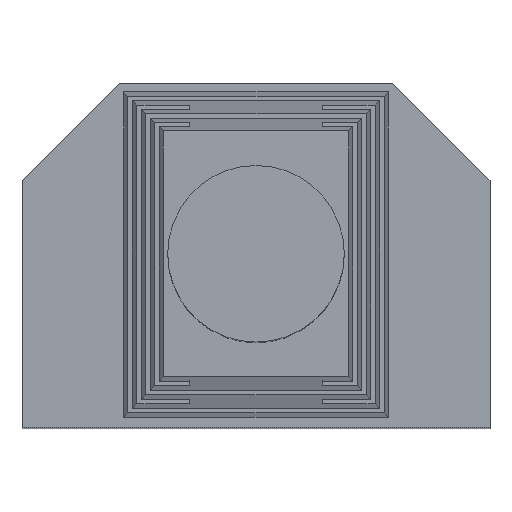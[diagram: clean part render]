
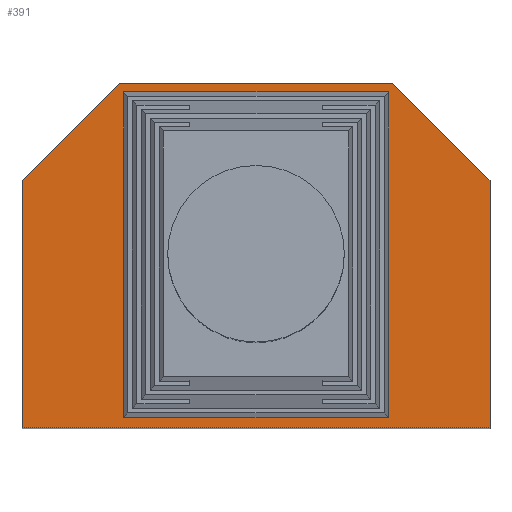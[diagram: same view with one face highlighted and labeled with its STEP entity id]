
A CAD part, top view. The second image highlights one B-rep face of the part: STEP entity #391.
In plain terms, the highlighted planar face has unit normal (0, 0, 1).
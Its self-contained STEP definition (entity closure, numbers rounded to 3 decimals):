
#23 = LINE ( 'NONE', #1819, #2120 ) ;
#84 = DIRECTION ( 'NONE',  ( 1., 0., 0. ) ) ;
#141 = DIRECTION ( 'NONE',  ( -0.707, 0.707, 0. ) ) ;
#171 = VERTEX_POINT ( 'NONE', #534 ) ;
#194 = CARTESIAN_POINT ( 'NONE',  ( 6.4, 4.6, 24.5 ) ) ;
#207 = EDGE_LOOP ( 'NONE', ( #2240, #654, #2489, #1316 ) ) ;
#233 = AXIS2_PLACEMENT_3D ( 'NONE', #1379, #2924, #84 ) ;
#239 = CARTESIAN_POINT ( 'NONE',  ( 0.3, 4.8, 24.5 ) ) ;
#254 = CARTESIAN_POINT ( 'NONE',  ( -1.9, 2.6, 24.5 ) ) ;
#332 = EDGE_CURVE ( 'NONE', #481, #2283, #2357, .T. ) ;
#391 = ADVANCED_FACE ( 'NONE', ( #479, #1541 ), #2588, .T. ) ;
#475 = EDGE_CURVE ( 'NONE', #2287, #3091, #2016, .T. ) ;
#479 = FACE_OUTER_BOUND ( 'NONE', #930, .T. ) ;
#481 = VERTEX_POINT ( 'NONE', #254 ) ;
#482 = CARTESIAN_POINT ( 'NONE',  ( -2.25, 2.25, 24.5 ) ) ;
#518 = DIRECTION ( 'NONE',  ( 1., 0., 0. ) ) ;
#534 = CARTESIAN_POINT ( 'NONE',  ( 8.7, -3., 24.5 ) ) ;
#569 = CARTESIAN_POINT ( 'NONE',  ( 6.4, -2.772, 24.5 ) ) ;
#606 = CARTESIAN_POINT ( 'NONE',  ( 0.4, 4.6, 24.5 ) ) ;
#654 = ORIENTED_EDGE ( 'NONE', *, *, #475, .F. ) ;
#854 = CARTESIAN_POINT ( 'NONE',  ( -1.9, -3., 24.5 ) ) ;
#889 = LINE ( 'NONE', #2549, #2548 ) ;
#907 = LINE ( 'NONE', #3268, #1001 ) ;
#930 = EDGE_LOOP ( 'NONE', ( #1733, #2616, #1530, #2832, #2051, #3104 ) ) ;
#1001 = VECTOR ( 'NONE', #3018, 1000. ) ;
#1191 = CARTESIAN_POINT ( 'NONE',  ( 5.65, 5.65, 24.5 ) ) ;
#1206 = VERTEX_POINT ( 'NONE', #606 ) ;
#1237 = EDGE_CURVE ( 'NONE', #1206, #2734, #889, .T. ) ;
#1316 = ORIENTED_EDGE ( 'NONE', *, *, #1237, .F. ) ;
#1379 = CARTESIAN_POINT ( 'NONE',  ( 0., 0., 24.5 ) ) ;
#1400 = VECTOR ( 'NONE', #1543, 1000. ) ;
#1434 = VECTOR ( 'NONE', #2395, 1000. ) ;
#1530 = ORIENTED_EDGE ( 'NONE', *, *, #2428, .F. ) ;
#1541 = FACE_BOUND ( 'NONE', #207, .T. ) ;
#1543 = DIRECTION ( 'NONE',  ( 1., 0., 0. ) ) ;
#1561 = EDGE_CURVE ( 'NONE', #1673, #3265, #1711, .T. ) ;
#1576 = DIRECTION ( 'NONE',  ( 0., -1., 0. ) ) ;
#1673 = VERTEX_POINT ( 'NONE', #3346 ) ;
#1677 = VECTOR ( 'NONE', #3383, 1000. ) ;
#1707 = VERTEX_POINT ( 'NONE', #239 ) ;
#1711 = LINE ( 'NONE', #1191, #3027 ) ;
#1733 = ORIENTED_EDGE ( 'NONE', *, *, #1858, .F. ) ;
#1819 = CARTESIAN_POINT ( 'NONE',  ( 8.7, 0., 24.5 ) ) ;
#1830 = EDGE_CURVE ( 'NONE', #3091, #1206, #3187, .T. ) ;
#1835 = VECTOR ( 'NONE', #2683, 1000. ) ;
#1858 = EDGE_CURVE ( 'NONE', #1673, #171, #23, .T. ) ;
#2016 = LINE ( 'NONE', #194, #1434 ) ;
#2051 = ORIENTED_EDGE ( 'NONE', *, *, #332, .T. ) ;
#2082 = DIRECTION ( 'NONE',  ( 0., -1., 0. ) ) ;
#2099 = CARTESIAN_POINT ( 'NONE',  ( 6.4, 4.6, 24.5 ) ) ;
#2120 = VECTOR ( 'NONE', #2082, 1000. ) ;
#2240 = ORIENTED_EDGE ( 'NONE', *, *, #1830, .F. ) ;
#2251 = CARTESIAN_POINT ( 'NONE',  ( 6.5, 4.8, 24.5 ) ) ;
#2283 = VERTEX_POINT ( 'NONE', #854 ) ;
#2287 = VERTEX_POINT ( 'NONE', #569 ) ;
#2347 = DIRECTION ( 'NONE',  ( 0., -1., 0. ) ) ;
#2357 = LINE ( 'NONE', #3378, #2435 ) ;
#2375 = LINE ( 'NONE', #482, #1677 ) ;
#2395 = DIRECTION ( 'NONE',  ( 0., 1., 0. ) ) ;
#2398 = LINE ( 'NONE', #3151, #1400 ) ;
#2421 = CARTESIAN_POINT ( 'NONE',  ( 6.4, 4.6, 24.5 ) ) ;
#2426 = EDGE_CURVE ( 'NONE', #481, #1707, #2375, .T. ) ;
#2428 = EDGE_CURVE ( 'NONE', #1707, #3265, #2612, .T. ) ;
#2435 = VECTOR ( 'NONE', #1576, 1000. ) ;
#2483 = EDGE_CURVE ( 'NONE', #2734, #2287, #2398, .T. ) ;
#2489 = ORIENTED_EDGE ( 'NONE', *, *, #2483, .F. ) ;
#2548 = VECTOR ( 'NONE', #2347, 1000. ) ;
#2549 = CARTESIAN_POINT ( 'NONE',  ( 0.4, 4.6, 24.5 ) ) ;
#2556 = CARTESIAN_POINT ( 'NONE',  ( 0.4, -2.772, 24.5 ) ) ;
#2588 = PLANE ( 'NONE',  #233 ) ;
#2612 = LINE ( 'NONE', #2833, #3152 ) ;
#2616 = ORIENTED_EDGE ( 'NONE', *, *, #1561, .T. ) ;
#2683 = DIRECTION ( 'NONE',  ( -1., 0., 0. ) ) ;
#2713 = EDGE_CURVE ( 'NONE', #2283, #171, #907, .T. ) ;
#2734 = VERTEX_POINT ( 'NONE', #2556 ) ;
#2832 = ORIENTED_EDGE ( 'NONE', *, *, #2426, .F. ) ;
#2833 = CARTESIAN_POINT ( 'NONE',  ( 0., 4.8, 24.5 ) ) ;
#2924 = DIRECTION ( 'NONE',  ( 0., 0., 1. ) ) ;
#3018 = DIRECTION ( 'NONE',  ( 1., 0., 0. ) ) ;
#3027 = VECTOR ( 'NONE', #141, 1000. ) ;
#3091 = VERTEX_POINT ( 'NONE', #2421 ) ;
#3104 = ORIENTED_EDGE ( 'NONE', *, *, #2713, .T. ) ;
#3151 = CARTESIAN_POINT ( 'NONE',  ( 6.4, -2.772, 24.5 ) ) ;
#3152 = VECTOR ( 'NONE', #518, 1000. ) ;
#3187 = LINE ( 'NONE', #2099, #1835 ) ;
#3265 = VERTEX_POINT ( 'NONE', #2251 ) ;
#3268 = CARTESIAN_POINT ( 'NONE',  ( 0., -3., 24.5 ) ) ;
#3346 = CARTESIAN_POINT ( 'NONE',  ( 8.7, 2.6, 24.5 ) ) ;
#3378 = CARTESIAN_POINT ( 'NONE',  ( -1.9, 0., 24.5 ) ) ;
#3383 = DIRECTION ( 'NONE',  ( 0.707, 0.707, 0. ) ) ;
